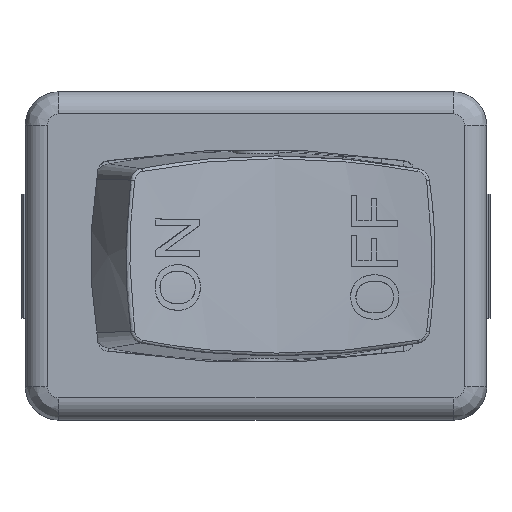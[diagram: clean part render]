
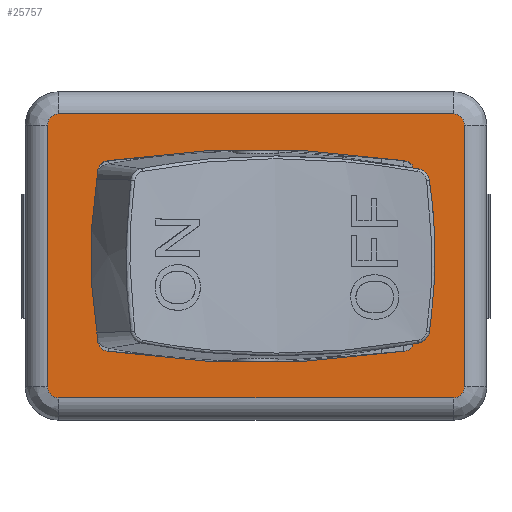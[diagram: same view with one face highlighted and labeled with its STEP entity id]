
A CAD part, top view. The second image highlights one B-rep face of the part: STEP entity #25757.
In plain terms, the highlighted planar face has unit normal (0, 0, 1).
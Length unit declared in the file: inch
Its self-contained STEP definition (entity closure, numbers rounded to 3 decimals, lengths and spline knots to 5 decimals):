
#3701=CARTESIAN_POINT('',(0.2798,-0.15605,0.62992));
#3702=VERTEX_POINT('',#3701);
#3712=CARTESIAN_POINT('',(0.2861,-0.15495,0.62992));
#3713=VERTEX_POINT('',#3712);
#3714=CARTESIAN_POINT('',(0.01488,1.29921,0.62992));
#3715=DIRECTION('',(0.0,0.0,-1.0));
#3716=DIRECTION('',(1.0,0.0,0.0));
#3717=AXIS2_PLACEMENT_3D('',#3714,#3715,#3716);
#3718=ELLIPSE('',#3717,1.51609,1.47801);
#3719=EDGE_CURVE('',#3713,#3702,#3718,.T.);
#3776=CARTESIAN_POINT('',(0.30618,-0.13457,0.62992));
#3777=VERTEX_POINT('',#3776);
#3778=CARTESIAN_POINT('',(0.28167,-0.13121,0.62992));
#3779=DIRECTION('',(0.0,0.0,-1.0));
#3780=DIRECTION('',(1.0,0.0,0.0));
#3781=AXIS2_PLACEMENT_3D('',#3778,#3779,#3780);
#3782=ELLIPSE('',#3781,0.02475,0.02413);
#3783=EDGE_CURVE('',#3777,#3713,#3782,.T.);
#3867=CARTESIAN_POINT('',(0.30618,0.13457,0.62992));
#3868=VERTEX_POINT('',#3867);
#3869=CARTESIAN_POINT('',(-0.67606,0.,0.62992));
#3870=DIRECTION('',(0.0,0.0,-1.0));
#3871=DIRECTION('',(-1.0,0.0,0.0));
#3872=AXIS2_PLACEMENT_3D('',#3869,#3870,#3871);
#3873=ELLIPSE('',#3872,0.99189,0.96698);
#3874=EDGE_CURVE('',#3868,#3777,#3873,.T.);
#3901=CARTESIAN_POINT('',(0.2861,0.15495,0.62992));
#3902=VERTEX_POINT('',#3901);
#3903=CARTESIAN_POINT('',(0.28167,0.13121,0.62992));
#3904=DIRECTION('',(0.0,0.0,-1.0));
#3905=DIRECTION('',(-1.0,0.0,0.0));
#3906=AXIS2_PLACEMENT_3D('',#3903,#3904,#3905);
#3907=ELLIPSE('',#3906,0.02475,0.02413);
#3908=EDGE_CURVE('',#3902,#3868,#3907,.T.);
#13528=CARTESIAN_POINT('',(0.2798,0.15605,0.62992));
#13529=VERTEX_POINT('',#13528);
#13542=CARTESIAN_POINT('',(0.01488,-1.29921,0.62992));
#13543=DIRECTION('',(0.0,0.0,-1.0));
#13544=DIRECTION('',(-1.0,0.0,0.0));
#13545=AXIS2_PLACEMENT_3D('',#13542,#13543,#13544);
#13546=ELLIPSE('',#13545,1.51609,1.47801);
#13547=EDGE_CURVE('',#13529,#3902,#13546,.T.);
#13703=CARTESIAN_POINT('',(0.26415,0.16907,0.62992));
#13704=VERTEX_POINT('',#13703);
#13705=CARTESIAN_POINT('',(0.2612,0.14961,0.62992));
#13706=DIRECTION('',(0.0,0.0,-1.0));
#13707=DIRECTION('',(0.986,0.165,0.0));
#13708=AXIS2_PLACEMENT_3D('',#13705,#13706,#13707);
#13709=CIRCLE('',#13708,0.01969);
#13710=EDGE_CURVE('',#13704,#13529,#13709,.T.);
#13737=CARTESIAN_POINT('',(-0.28062,0.15285,0.62992));
#13738=VERTEX_POINT('',#13737);
#13745=CARTESIAN_POINT('',(-0.28062,-0.15285,0.62992));
#13746=VERTEX_POINT('',#13745);
#13747=CARTESIAN_POINT('',(0.63355,0.,0.62992));
#13748=DIRECTION('',(0.0,0.0,-1.0));
#13749=DIRECTION('',(-0.986,0.165,0.0));
#13750=AXIS2_PLACEMENT_3D('',#13747,#13748,#13749);
#13751=CIRCLE('',#13750,0.92686);
#13752=EDGE_CURVE('',#13746,#13738,#13751,.T.);
#13805=CARTESIAN_POINT('',(-0.26415,-0.16907,0.62992));
#13806=VERTEX_POINT('',#13805);
#13807=CARTESIAN_POINT('',(-0.2612,-0.14961,0.62992));
#13808=DIRECTION('',(0.0,0.0,-1.0));
#13809=DIRECTION('',(-0.986,-0.165,0.0));
#13810=AXIS2_PLACEMENT_3D('',#13807,#13808,#13809);
#13811=CIRCLE('',#13810,0.01969);
#13812=EDGE_CURVE('',#13806,#13746,#13811,.T.);
#16859=CARTESIAN_POINT('',(0.26415,-0.16907,0.62992));
#16860=VERTEX_POINT('',#16859);
#16867=CARTESIAN_POINT('',(0.2612,-0.14961,0.62992));
#16868=DIRECTION('',(0.0,0.0,-1.0));
#16869=DIRECTION('',(0.15,-0.989,0.0));
#16870=AXIS2_PLACEMENT_3D('',#16867,#16868,#16869);
#16871=CIRCLE('',#16870,0.01969);
#16872=EDGE_CURVE('',#3702,#16860,#16871,.T.);
#16886=CARTESIAN_POINT('',(-0.26415,0.16907,0.62992));
#16887=VERTEX_POINT('',#16886);
#16888=CARTESIAN_POINT('',(0.,-1.57349,0.62992));
#16889=DIRECTION('',(0.0,0.0,-1.0));
#16890=DIRECTION('',(0.15,0.989,0.0));
#16891=AXIS2_PLACEMENT_3D('',#16888,#16889,#16890);
#16892=CIRCLE('',#16891,1.76247);
#16893=EDGE_CURVE('',#16887,#13704,#16892,.T.);
#17105=CARTESIAN_POINT('',(0.,1.57349,0.62992));
#17106=DIRECTION('',(0.0,0.0,-1.0));
#17107=DIRECTION('',(-0.15,-0.989,0.0));
#17108=AXIS2_PLACEMENT_3D('',#17105,#17106,#17107);
#17109=CIRCLE('',#17108,1.76247);
#17110=EDGE_CURVE('',#16860,#13806,#17109,.T.);
#25175=CARTESIAN_POINT('',(-0.2612,0.14961,0.62992));
#25176=DIRECTION('',(0.0,0.0,-1.0));
#25177=DIRECTION('',(-0.15,0.989,0.0));
#25178=AXIS2_PLACEMENT_3D('',#25175,#25176,#25177);
#25179=CIRCLE('',#25178,0.01969);
#25180=EDGE_CURVE('',#13738,#16887,#25179,.T.);
#25206=CARTESIAN_POINT('',(0.37008,0.23228,0.62992));
#25207=VERTEX_POINT('',#25206);
#25215=CARTESIAN_POINT('',(0.37008,-0.23228,0.62992));
#25216=VERTEX_POINT('',#25215);
#25217=CARTESIAN_POINT('',(0.37008,0.23228,0.62992));
#25218=DIRECTION('',(0.0,-1.0,0.0));
#25219=VECTOR('',#25218,0.46457);
#25220=LINE('',#25217,#25219);
#25221=EDGE_CURVE('',#25207,#25216,#25220,.T.);
#25296=CARTESIAN_POINT('',(0.35039,0.25197,0.62992));
#25297=VERTEX_POINT('',#25296);
#25305=CARTESIAN_POINT('',(0.35039,0.23228,0.62992));
#25306=DIRECTION('',(0.0,0.0,-1.0));
#25307=DIRECTION('',(0.707,0.707,0.0));
#25308=AXIS2_PLACEMENT_3D('',#25305,#25306,#25307);
#25309=CIRCLE('',#25308,0.01969);
#25310=EDGE_CURVE('',#25297,#25207,#25309,.T.);
#25376=CARTESIAN_POINT('',(0.35039,-0.25197,0.62992));
#25377=VERTEX_POINT('',#25376);
#25395=CARTESIAN_POINT('',(0.35039,-0.23228,0.62992));
#25396=DIRECTION('',(0.0,0.0,-1.0));
#25397=DIRECTION('',(0.707,-0.707,0.0));
#25398=AXIS2_PLACEMENT_3D('',#25395,#25396,#25397);
#25399=CIRCLE('',#25398,0.01969);
#25400=EDGE_CURVE('',#25216,#25377,#25399,.T.);
#25412=CARTESIAN_POINT('',(-0.35039,0.25197,0.62992));
#25413=VERTEX_POINT('',#25412);
#25421=CARTESIAN_POINT('',(-0.35039,0.25197,0.62992));
#25422=DIRECTION('',(1.0,0.0,0.0));
#25423=VECTOR('',#25422,0.70079);
#25424=LINE('',#25421,#25423);
#25425=EDGE_CURVE('',#25413,#25297,#25424,.T.);
#25442=CARTESIAN_POINT('',(-0.35039,-0.25197,0.62992));
#25443=VERTEX_POINT('',#25442);
#25460=CARTESIAN_POINT('',(0.35039,-0.25197,0.62992));
#25461=DIRECTION('',(-1.0,0.0,0.0));
#25462=VECTOR('',#25461,0.70079);
#25463=LINE('',#25460,#25462);
#25464=EDGE_CURVE('',#25377,#25443,#25463,.T.);
#25524=CARTESIAN_POINT('',(-0.37008,0.23228,0.62992));
#25525=VERTEX_POINT('',#25524);
#25533=CARTESIAN_POINT('',(-0.35039,0.23228,0.62992));
#25534=DIRECTION('',(0.0,0.0,-1.0));
#25535=DIRECTION('',(-0.707,0.707,0.0));
#25536=AXIS2_PLACEMENT_3D('',#25533,#25534,#25535);
#25537=CIRCLE('',#25536,0.01969);
#25538=EDGE_CURVE('',#25525,#25413,#25537,.T.);
#25604=CARTESIAN_POINT('',(-0.37008,-0.23228,0.62992));
#25605=VERTEX_POINT('',#25604);
#25623=CARTESIAN_POINT('',(-0.35039,-0.23228,0.62992));
#25624=DIRECTION('',(0.0,0.0,-1.0));
#25625=DIRECTION('',(-0.707,-0.707,0.0));
#25626=AXIS2_PLACEMENT_3D('',#25623,#25624,#25625);
#25627=CIRCLE('',#25626,0.01969);
#25628=EDGE_CURVE('',#25443,#25605,#25627,.T.);
#25646=CARTESIAN_POINT('',(-0.37008,-0.23228,0.62992));
#25647=DIRECTION('',(0.0,1.0,0.0));
#25648=VECTOR('',#25647,0.46457);
#25649=LINE('',#25646,#25648);
#25650=EDGE_CURVE('',#25605,#25525,#25649,.T.);
#25728=CARTESIAN_POINT('',(0.40709,0.27717,0.62992));
#25729=DIRECTION('',(0.0,0.0,1.0));
#25730=DIRECTION('',(1.0,0.0,0.0));
#25731=AXIS2_PLACEMENT_3D('',#25728,#25729,#25730);
#25732=PLANE('',#25731);
#25733=ORIENTED_EDGE('',*,*,#25221,.F.);
#25734=ORIENTED_EDGE('',*,*,#25310,.F.);
#25735=ORIENTED_EDGE('',*,*,#25425,.F.);
#25736=ORIENTED_EDGE('',*,*,#25538,.F.);
#25737=ORIENTED_EDGE('',*,*,#25650,.F.);
#25738=ORIENTED_EDGE('',*,*,#25628,.F.);
#25739=ORIENTED_EDGE('',*,*,#25464,.F.);
#25740=ORIENTED_EDGE('',*,*,#25400,.F.);
#25741=EDGE_LOOP('',(#25733,#25734,#25735,#25736,#25737,#25738,#25739,#25740));
#25742=FACE_OUTER_BOUND('',#25741,.T.);
#25743=ORIENTED_EDGE('',*,*,#3719,.T.);
#25744=ORIENTED_EDGE('',*,*,#16872,.T.);
#25745=ORIENTED_EDGE('',*,*,#17110,.T.);
#25746=ORIENTED_EDGE('',*,*,#13812,.T.);
#25747=ORIENTED_EDGE('',*,*,#13752,.T.);
#25748=ORIENTED_EDGE('',*,*,#25180,.T.);
#25749=ORIENTED_EDGE('',*,*,#16893,.T.);
#25750=ORIENTED_EDGE('',*,*,#13710,.T.);
#25751=ORIENTED_EDGE('',*,*,#13547,.T.);
#25752=ORIENTED_EDGE('',*,*,#3908,.T.);
#25753=ORIENTED_EDGE('',*,*,#3874,.T.);
#25754=ORIENTED_EDGE('',*,*,#3783,.T.);
#25755=EDGE_LOOP('',(#25743,#25744,#25745,#25746,#25747,#25748,#25749,#25750,#25751,#25752,#25753,#25754));
#25756=FACE_BOUND('',#25755,.T.);
#25757=ADVANCED_FACE('',(#25742,#25756),#25732,.T.);
